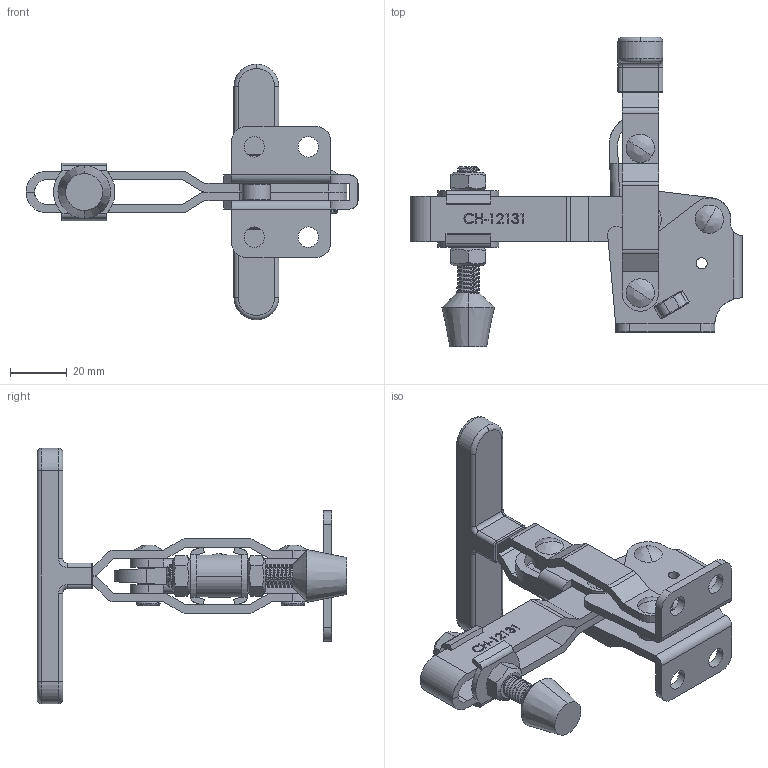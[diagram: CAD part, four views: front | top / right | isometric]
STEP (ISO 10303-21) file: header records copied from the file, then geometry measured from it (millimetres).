
FILE_DESCRIPTION (( 'STEP AP203' ), '1' );
FILE_NAME ('CH-12131.STEP', '2010-06-05T07:14:26', ( '微软用户' ), ( '微软中国' ), 'SwSTEP 2.0', 'SolidWorks 2008', '' );
FILE_SCHEMA (( 'CONFIG_CONTROL_DESIGN' ));
Length unit declared in the file: millimetre
Products named in the file (11): CH-12131-02 SHORT U-BAR_默认; CH-12130-01 FLANGED BASE_默认; CH-12130-08_默认; CH-FC-56212 SPINDLE SUPPLIED_默认; CH-12131; CH-12130-05_默认; CH-FW-516_默认; CH-12130-04 CONNECTING-PLATE_默认; CH-12130-06_默认; CH-12148-03 T-HANDLE_默认; CH-FC-56212 Nut_默认
Assembly tree (14 placements, depth 2):
  CH-12131
    CH-12130-05_默认
    CH-FC-56212 SPINDLE SUPPLIED_默认
    CH-FC-56212 Nut_默认  x2
    CH-FW-516_默认  x2
    CH-12130-04 CONNECTING-PLATE_默认
    CH-12130-01 FLANGED BASE_默认
    CH-12130-08_默认  x2
    CH-12130-06_默认  x2
    CH-12131-02 SHORT U-BAR_默认
    CH-12148-03 T-HANDLE_默认
Bounding box: 116.91 x 109 x 90 mm (x, y, z)
Volume: 57035.8 mm3; surface area: 41338.7 mm2
Topology: 16 solids, 16 shells, 837 faces, 2223 edges, 1440 vertices
Faces by surface type: plane 313, cylinder 260, bspline 175, torus 46, cone 43
Entity records: 34596 total; most frequent: CARTESIAN_POINT 15678, ORIENTED_EDGE 4050, DIRECTION 3099, EDGE_CURVE 2025, VERTEX_POINT 1324, VECTOR 1085, LINE 1085, AXIS2_PLACEMENT_3D 1007
